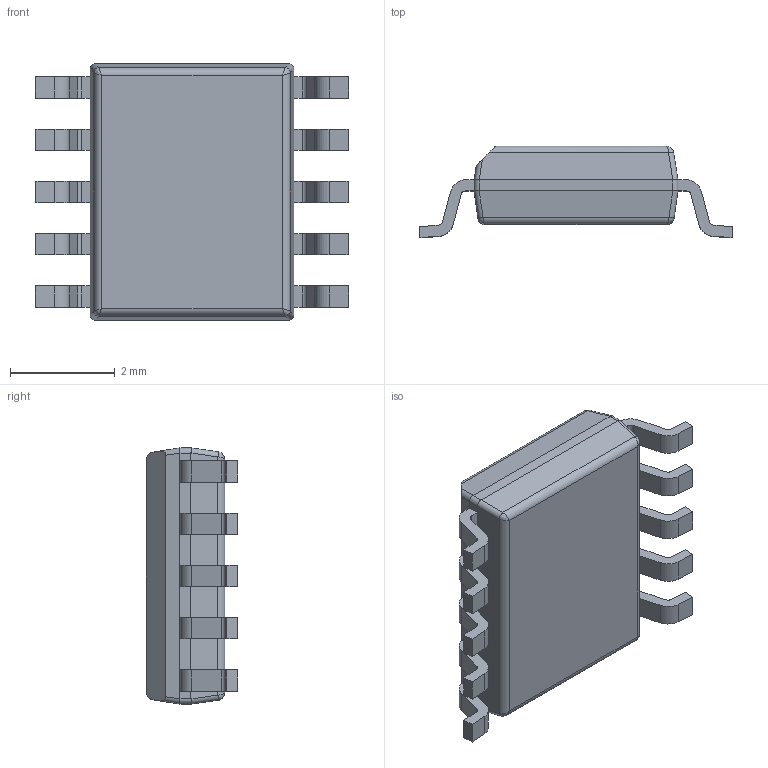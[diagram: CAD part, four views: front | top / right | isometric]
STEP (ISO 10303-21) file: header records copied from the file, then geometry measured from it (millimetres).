
FILE_DESCRIPTION (( 'STEP AP214' ), '1' );
FILE_NAME ('VIPER06XS.STEP', '2024-01-22T16:24:54', ( 'LENOVO' ), ( '' ), 'SwSTEP 2.0', 'SolidWorks 2021', '' );
FILE_SCHEMA (( 'AUTOMOTIVE_DESIGN' ));
Length unit declared in the file: millimetre
Products named in the file (1): VIPER06XS
Bounding box: 6 x 1.75 x 4.9 mm (x, y, z)
Volume: 28.6 mm3; surface area: 80.5 mm2
Topology: 11 solids, 11 shells, 180 faces, 462 edges, 298 vertices
Faces by surface type: plane 115, cylinder 59, bspline 6
Entity records: 5564 total; most frequent: CARTESIAN_POINT 1157, ORIENTED_EDGE 912, DIRECTION 852, EDGE_CURVE 456, VECTOR 330, LINE 330, VERTEX_POINT 298, AXIS2_PLACEMENT_3D 261
